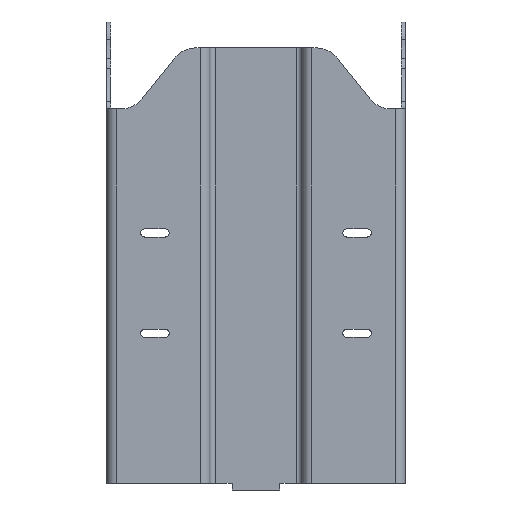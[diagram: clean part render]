
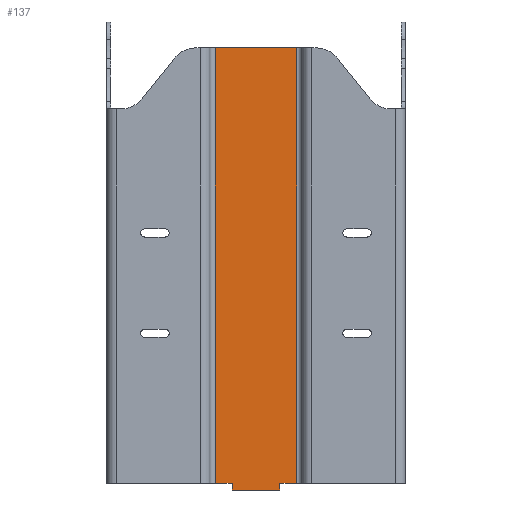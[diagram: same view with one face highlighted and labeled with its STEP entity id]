
A CAD part, front view. The second image highlights one B-rep face of the part: STEP entity #137.
In plain terms, the highlighted planar face has unit normal (0, -1, 0).
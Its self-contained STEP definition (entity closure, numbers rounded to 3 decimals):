
#34 = DIRECTION ( 'NONE',  ( 1., 0., 0. ) ) ;
#46 = EDGE_CURVE ( 'NONE', #2395, #1346, #128, .T. ) ;
#90 = EDGE_CURVE ( 'NONE', #1899, #3282, #1545, .T. ) ;
#128 = LINE ( 'NONE', #3111, #2267 ) ;
#137 = ADVANCED_FACE ( 'NONE', ( #2018 ), #2042, .T. ) ;
#230 = AXIS2_PLACEMENT_3D ( 'NONE', #1194, #345, #2273 ) ;
#280 = VECTOR ( 'NONE', #2405, 1000. ) ;
#345 = DIRECTION ( 'NONE',  ( 0., -1., 0. ) ) ;
#413 = VERTEX_POINT ( 'NONE', #629 ) ;
#436 = LINE ( 'NONE', #2613, #1710 ) ;
#583 = VERTEX_POINT ( 'NONE', #2845 ) ;
#629 = CARTESIAN_POINT ( 'NONE',  ( -35., 0., 20. ) ) ;
#643 = ORIENTED_EDGE ( 'NONE', *, *, #90, .T. ) ;
#718 = VECTOR ( 'NONE', #1647, 1000. ) ;
#802 = LINE ( 'NONE', #3599, #718 ) ;
#910 = CARTESIAN_POINT ( 'NONE',  ( 60., 0., 30. ) ) ;
#940 = EDGE_CURVE ( 'NONE', #413, #1044, #3380, .T. ) ;
#1006 = CARTESIAN_POINT ( 'NONE',  ( 0., 0., 30. ) ) ;
#1038 = CARTESIAN_POINT ( 'NONE',  ( -60., 0., 30. ) ) ;
#1044 = VERTEX_POINT ( 'NONE', #2832 ) ;
#1120 = EDGE_CURVE ( 'NONE', #583, #1899, #436, .T. ) ;
#1130 = DIRECTION ( 'NONE',  ( 0., 0., 1. ) ) ;
#1139 = LINE ( 'NONE', #1916, #280 ) ;
#1183 = VECTOR ( 'NONE', #1514, 1000. ) ;
#1194 = CARTESIAN_POINT ( 'NONE',  ( 0., 0., 819. ) ) ;
#1219 = ORIENTED_EDGE ( 'NONE', *, *, #1940, .F. ) ;
#1252 = ORIENTED_EDGE ( 'NONE', *, *, #3337, .F. ) ;
#1346 = VERTEX_POINT ( 'NONE', #1038 ) ;
#1514 = DIRECTION ( 'NONE',  ( -1., 0., 0. ) ) ;
#1543 = VERTEX_POINT ( 'NONE', #2531 ) ;
#1545 = LINE ( 'NONE', #3435, #1679 ) ;
#1647 = DIRECTION ( 'NONE',  ( -1., 0., 0. ) ) ;
#1679 = VECTOR ( 'NONE', #34, 1000. ) ;
#1710 = VECTOR ( 'NONE', #2030, 1000. ) ;
#1736 = DIRECTION ( 'NONE',  ( 0., 0., -1. ) ) ;
#1874 = ORIENTED_EDGE ( 'NONE', *, *, #1120, .T. ) ;
#1899 = VERTEX_POINT ( 'NONE', #3268 ) ;
#1916 = CARTESIAN_POINT ( 'NONE',  ( 0., 0., 671.806 ) ) ;
#1940 = EDGE_CURVE ( 'NONE', #2395, #1543, #1139, .T. ) ;
#2018 = FACE_OUTER_BOUND ( 'NONE', #2084, .T. ) ;
#2030 = DIRECTION ( 'NONE',  ( 0., 0., 1. ) ) ;
#2042 = PLANE ( 'NONE',  #230 ) ;
#2084 = EDGE_LOOP ( 'NONE', ( #1219, #2650, #1252, #3259, #3635, #1874, #643, #3081 ) ) ;
#2267 = VECTOR ( 'NONE', #1736, 1000. ) ;
#2273 = DIRECTION ( 'NONE',  ( 1., 0., 0. ) ) ;
#2395 = VERTEX_POINT ( 'NONE', #3217 ) ;
#2405 = DIRECTION ( 'NONE',  ( 1., 0., 0. ) ) ;
#2487 = CARTESIAN_POINT ( 'NONE',  ( -35., 0., 20. ) ) ;
#2531 = CARTESIAN_POINT ( 'NONE',  ( 60., 0., 671.806 ) ) ;
#2549 = EDGE_CURVE ( 'NONE', #1543, #3282, #3655, .T. ) ;
#2606 = EDGE_CURVE ( 'NONE', #583, #413, #802, .T. ) ;
#2613 = CARTESIAN_POINT ( 'NONE',  ( 35., 0., 20. ) ) ;
#2650 = ORIENTED_EDGE ( 'NONE', *, *, #46, .T. ) ;
#2702 = CARTESIAN_POINT ( 'NONE',  ( 60., 0., 819. ) ) ;
#2832 = CARTESIAN_POINT ( 'NONE',  ( -35., 0., 30. ) ) ;
#2845 = CARTESIAN_POINT ( 'NONE',  ( 35., 0., 20. ) ) ;
#2946 = VECTOR ( 'NONE', #1130, 1000. ) ;
#2976 = LINE ( 'NONE', #1006, #1183 ) ;
#3081 = ORIENTED_EDGE ( 'NONE', *, *, #2549, .F. ) ;
#3111 = CARTESIAN_POINT ( 'NONE',  ( -60., 0., 819. ) ) ;
#3217 = CARTESIAN_POINT ( 'NONE',  ( -60., 0., 671.806 ) ) ;
#3259 = ORIENTED_EDGE ( 'NONE', *, *, #940, .F. ) ;
#3268 = CARTESIAN_POINT ( 'NONE',  ( 35., 0., 30. ) ) ;
#3282 = VERTEX_POINT ( 'NONE', #910 ) ;
#3284 = DIRECTION ( 'NONE',  ( 0., 0., -1. ) ) ;
#3295 = VECTOR ( 'NONE', #3284, 1000. ) ;
#3337 = EDGE_CURVE ( 'NONE', #1044, #1346, #2976, .T. ) ;
#3380 = LINE ( 'NONE', #2487, #2946 ) ;
#3435 = CARTESIAN_POINT ( 'NONE',  ( 0., 0., 30. ) ) ;
#3599 = CARTESIAN_POINT ( 'NONE',  ( 0., 0., 20. ) ) ;
#3635 = ORIENTED_EDGE ( 'NONE', *, *, #2606, .F. ) ;
#3655 = LINE ( 'NONE', #2702, #3295 ) ;
